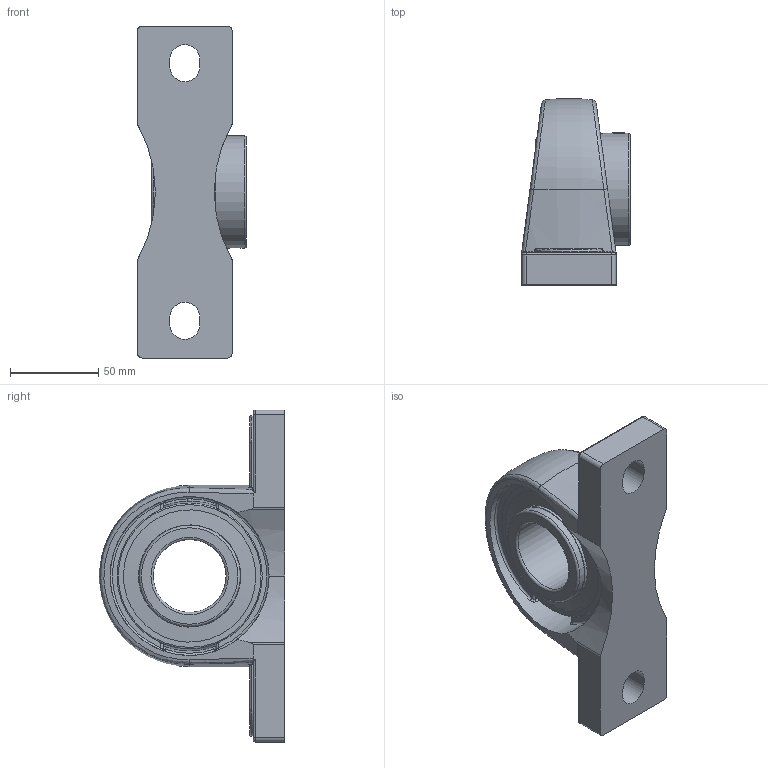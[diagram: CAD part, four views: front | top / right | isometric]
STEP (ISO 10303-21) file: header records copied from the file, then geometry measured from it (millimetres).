
FILE_DESCRIPTION(('HOOPS Exchange Step'),'2;1');
FILE_NAME('export-CDE147BE-4689-4DDD-A35B-51BF6ADCA306.stp','2020-05-21T10:22:28-07:00',('dkerr'),('Alibre'),'HOOPS Exchange 2020.0','Alibre','Unknown authorisation');
FILE_SCHEMA( ('AP242_MANAGED_MODEL_BASED_3D_ENGINEERING_MIM_LF {1 0 10303 442 1 1 4 }') );
Length unit declared in the file: inch
Products named in the file (8): MRN SPM 209 L4L; SNC 209-26 L4L (1.625inch) (Race); SNC 209 (Ball Bearing); SNC 209-26 (Collar); SNC 209 (Shield); SNC 209 (Setscrew); MRN SNC 209-26 L4L (1.625inch); MRN SNCSPM 209-26 L4L (1.625inch)
Assembly tree (8 placements, depth 3):
  MRN SNCSPM 209-26 L4L (1.625inch)
    MRN SPM 209 L4L
    MRN SNC 209-26 L4L (1.625inch)
      SNC 209-26 L4L (1.625inch) (Race)
      SNC 209 (Ball Bearing)
      SNC 209-26 (Collar)
      SNC 209 (Shield)  x2
      SNC 209 (Setscrew)
Bounding box: 61.64 x 105.32 x 188 mm (x, y, z)
Volume: 340465.2 mm3; surface area: 99911.9 mm2
Topology: 16 solids, 16 shells, 198 faces, 526 edges, 337 vertices
Faces by surface type: cylinder 67, plane 54, torus 29, bspline 22, sphere 16, cone 10
Full cylindrical faces by diameter (mm): 6.782 x3, 41.275 x2, 50.292 x2, 57.15 x4, 57.912 x2, 63.5 x1, 71.381 x2, 74.93 x2, 90 x2, 95.22 x1
Entity records: 12913 total; most frequent: CARTESIAN_POINT 8015, DIRECTION 1019, ORIENTED_EDGE 958, EDGE_CURVE 479, AXIS2_PLACEMENT_3D 435, VERTEX_POINT 323, CIRCLE 220, EDGE_LOOP 212
